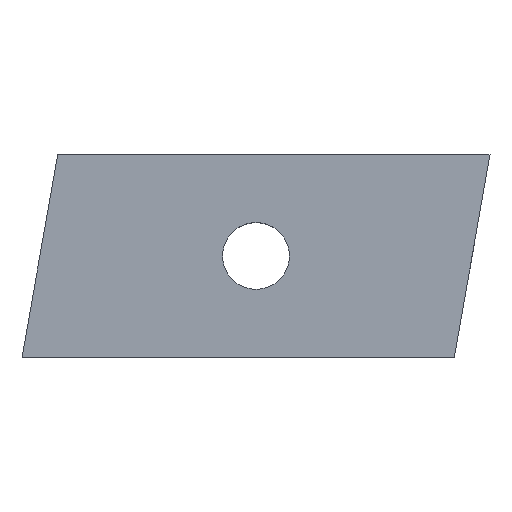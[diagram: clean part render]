
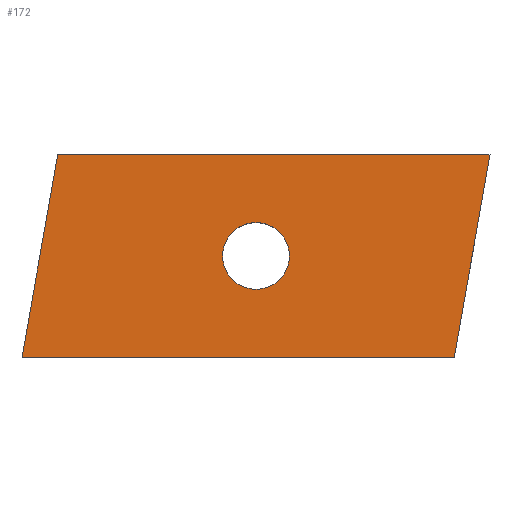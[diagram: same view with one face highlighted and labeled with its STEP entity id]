
A CAD part, top view. The second image highlights one B-rep face of the part: STEP entity #172.
In plain terms, the highlighted planar face has unit normal (0, 0, 1).
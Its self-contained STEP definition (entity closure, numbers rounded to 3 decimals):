
#2 = CARTESIAN_POINT ( 'NONE',  ( 0., 0., 2.5 ) ) ;
#4 = DIRECTION ( 'NONE',  ( 0., 0., 1. ) ) ;
#5 = DIRECTION ( 'NONE',  ( 1., 0., 0. ) ) ;
#22 = DIRECTION ( 'NONE',  ( -0.174, -0.985, 0. ) ) ;
#32 = CARTESIAN_POINT ( 'NONE',  ( -11.545, -5., 2.5 ) ) ;
#33 = DIRECTION ( 'NONE',  ( 1., 0., 0. ) ) ;
#42 = CARTESIAN_POINT ( 'NONE',  ( 11.545, 5., 2.5 ) ) ;
#46 = AXIS2_PLACEMENT_3D ( 'NONE', #59, #60, #62 ) ;
#47 = CARTESIAN_POINT ( 'NONE',  ( 0., 0., 2.5 ) ) ;
#51 = PLANE ( 'NONE',  #189 ) ;
#54 = EDGE_LOOP ( 'NONE', ( #152, #235 ) ) ;
#56 = CARTESIAN_POINT ( 'NONE',  ( -11.545, -5., 2.5 ) ) ;
#57 = CARTESIAN_POINT ( 'NONE',  ( 9.782, -5., 2.5 ) ) ;
#59 = CARTESIAN_POINT ( 'NONE',  ( 0., 0., 2.5 ) ) ;
#60 = DIRECTION ( 'NONE',  ( 0., 0., 1. ) ) ;
#62 = DIRECTION ( 'NONE',  ( 1., 0., 0. ) ) ;
#73 = CARTESIAN_POINT ( 'NONE',  ( -9.782, 5., 2.5 ) ) ;
#77 = DIRECTION ( 'NONE',  ( 0., 0., 1. ) ) ;
#78 = CARTESIAN_POINT ( 'NONE',  ( 9.782, -5., 2.5 ) ) ;
#79 = CARTESIAN_POINT ( 'NONE',  ( 1.65, 0., 2.5 ) ) ;
#80 = LINE ( 'NONE', #78, #113 ) ;
#81 = DIRECTION ( 'NONE',  ( -1., 0., 0. ) ) ;
#101 = DIRECTION ( 'NONE',  ( 1., 0., 0. ) ) ;
#105 = DIRECTION ( 'NONE',  ( 0.174, 0.985, 0. ) ) ;
#106 = EDGE_CURVE ( 'NONE', #111, #230, #225, .T. ) ;
#111 = VERTEX_POINT ( 'NONE', #200 ) ;
#113 = VECTOR ( 'NONE', #105, 1000. ) ;
#115 = EDGE_CURVE ( 'NONE', #242, #212, #80, .T. ) ;
#118 = CARTESIAN_POINT ( 'NONE',  ( -11.545, -5., 2.5 ) ) ;
#120 = ORIENTED_EDGE ( 'NONE', *, *, #106, .T. ) ;
#123 = VERTEX_POINT ( 'NONE', #239 ) ;
#124 = VERTEX_POINT ( 'NONE', #79 ) ;
#127 = EDGE_CURVE ( 'NONE', #123, #124, #182, .T. ) ;
#139 = VECTOR ( 'NONE', #81, 1000. ) ;
#140 = LINE ( 'NONE', #73, #139 ) ;
#152 = ORIENTED_EDGE ( 'NONE', *, *, #228, .F. ) ;
#157 = CIRCLE ( 'NONE', #46, 1.65 ) ;
#166 = FACE_OUTER_BOUND ( 'NONE', #247, .T. ) ;
#169 = EDGE_CURVE ( 'NONE', #230, #242, #178, .T. ) ;
#172 = ADVANCED_FACE ( 'NONE', ( #177, #166 ), #51, .T. ) ;
#177 = FACE_BOUND ( 'NONE', #54, .T. ) ;
#178 = LINE ( 'NONE', #32, #181 ) ;
#181 = VECTOR ( 'NONE', #33, 1000. ) ;
#182 = CIRCLE ( 'NONE', #240, 1.65 ) ;
#189 = AXIS2_PLACEMENT_3D ( 'NONE', #47, #77, #101 ) ;
#198 = VECTOR ( 'NONE', #22, 1000. ) ;
#200 = CARTESIAN_POINT ( 'NONE',  ( -9.782, 5., 2.5 ) ) ;
#212 = VERTEX_POINT ( 'NONE', #42 ) ;
#223 = ORIENTED_EDGE ( 'NONE', *, *, #275, .T. ) ;
#225 = LINE ( 'NONE', #118, #198 ) ;
#228 = EDGE_CURVE ( 'NONE', #124, #123, #157, .T. ) ;
#230 = VERTEX_POINT ( 'NONE', #56 ) ;
#235 = ORIENTED_EDGE ( 'NONE', *, *, #127, .F. ) ;
#239 = CARTESIAN_POINT ( 'NONE',  ( -1.65, 0., 2.5 ) ) ;
#240 = AXIS2_PLACEMENT_3D ( 'NONE', #2, #4, #5 ) ;
#242 = VERTEX_POINT ( 'NONE', #57 ) ;
#247 = EDGE_LOOP ( 'NONE', ( #250, #254, #223, #120 ) ) ;
#250 = ORIENTED_EDGE ( 'NONE', *, *, #169, .T. ) ;
#254 = ORIENTED_EDGE ( 'NONE', *, *, #115, .T. ) ;
#275 = EDGE_CURVE ( 'NONE', #212, #111, #140, .T. ) ;
